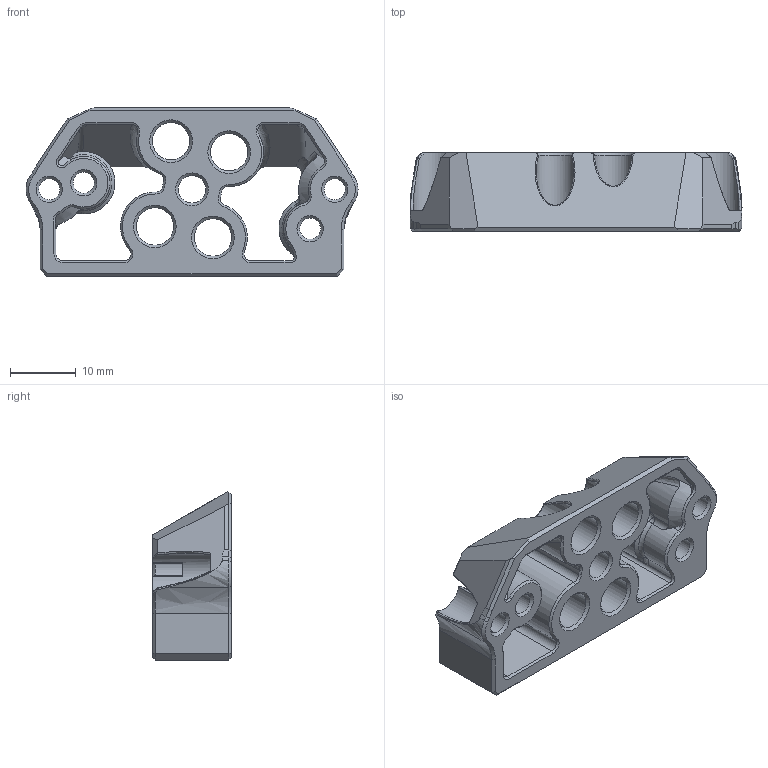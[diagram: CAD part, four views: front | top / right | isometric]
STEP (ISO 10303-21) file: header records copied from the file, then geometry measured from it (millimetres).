
FILE_DESCRIPTION(/* description */ ('STEP AP242','CAx-IF Rec.Pracs.---Representation and Presentation of Product Manufacturing Information (PMI)---4.0---2014-10-13','CAx-IF Rec.Pracs.---3D Tessellated Geometry---0.4---2014-09-14','2;1'),/* implementation_level */ '2;1');
FILE_NAME(/* name */ '62ead2bb6d27bf3527fd29b9',/* time_stamp */ '2022-08-03T19:55:41+00:00',/* author */ (''),/* organization */ (''),/* preprocessor_version */ 'ST-DEVELOPER v18.102',/* originating_system */ ' ',/* authorisation */ ' ');
FILE_SCHEMA (('AP242_MANAGED_MODEL_BASED_3D_ENGINEERING_MIM_LF { 1 0 10303 442 1 1 4 }'));
Length unit declared in the file: metre
Products named in the file (1): Orbiter_V1.5_adapter
Bounding box: 50.6 x 12 x 25.68 mm (x, y, z)
Volume: 6770.9 mm3; surface area: 5565.6 mm2
Topology: 1 solids, 1 shells, 478 faces, 1282 edges, 817 vertices
Faces by surface type: plane 223, bspline 126, cone 70, cylinder 54, sphere 3, torus 2
Full cylindrical faces by diameter (mm): 3.2 x4, 4.2 x1, 4.7 x1, 5.7 x4
Entity records: 15818 total; most frequent: CARTESIAN_POINT 4910, ORIENTED_EDGE 2496, DIRECTION 1812, EDGE_CURVE 1248, VERTEX_POINT 810, LINE 706, VECTOR 706, AXIS2_PLACEMENT_3D 553
